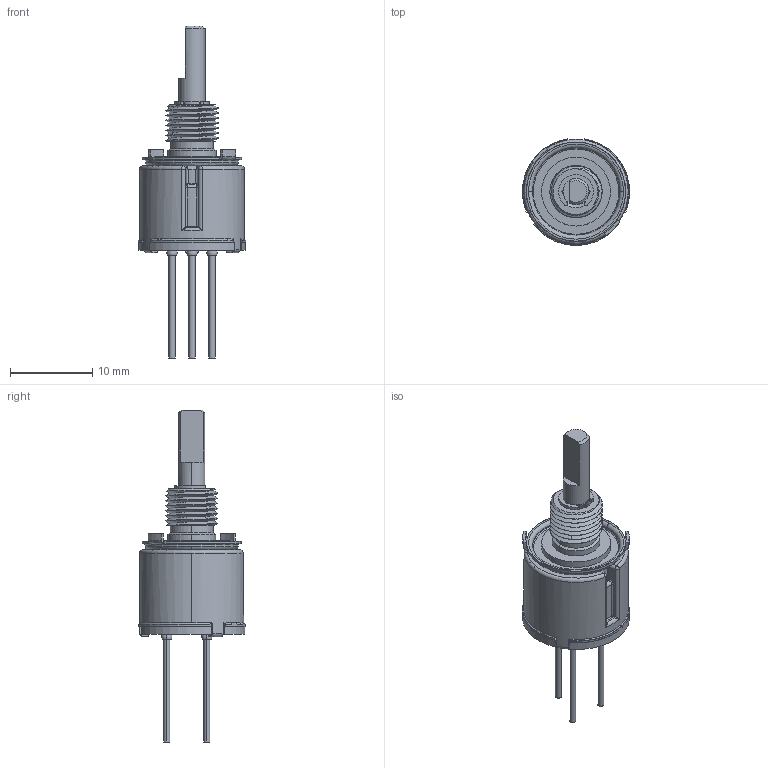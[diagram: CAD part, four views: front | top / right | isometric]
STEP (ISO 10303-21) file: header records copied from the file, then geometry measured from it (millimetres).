
FILE_DESCRIPTION((''),'2;1');
FILE_NAME('3862C-207-103AL','2009-09-02T',('perryw1'),('Bourns, Inc.'),'PRO/ENGINEER BY PARAMETRIC TECHNOLOGY CORPORATION, 2001200','PRO/ENGINEER BY PARAMETRIC TECHNOLOGY CORPORATION, 2001200','');
FILE_SCHEMA(('CONFIG_CONTROL_DESIGN'));
Length unit declared in the file: inch
Products named in the file (1): 3862C-207-103AL
Bounding box: 13.04 x 12.95 x 40.38 mm (x, y, z)
Volume: 534.5 mm3; surface area: 1990 mm2
Topology: 7 solids, 7 shells, 313 faces, 774 edges, 480 vertices
Faces by surface type: cylinder 125, plane 93, torus 44, bspline 30, sphere 12, cone 9
Entity records: 13011 total; most frequent: CARTESIAN_POINT 5703, ORIENTED_EDGE 1536, DIRECTION 1511, EDGE_CURVE 768, AXIS2_PLACEMENT_3D 610, VERTEX_POINT 480, EDGE_LOOP 336, CIRCLE 327
